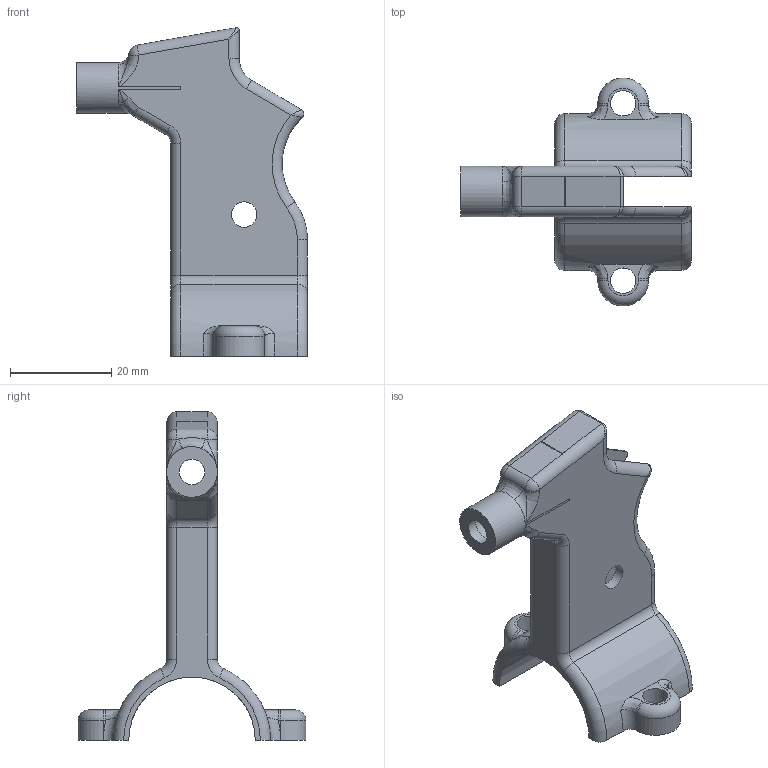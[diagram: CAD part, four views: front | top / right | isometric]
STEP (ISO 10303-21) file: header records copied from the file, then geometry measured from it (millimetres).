
FILE_DESCRIPTION(/* description */ ('Unknown'),/* implementation_level */ '2;1');
FILE_NAME(/* name */ 'Hand_Brake_Body',/* time_stamp */ '2024-09-21T19:19:06-03:00',/* author */ ('Unknown'),/* organization */ ('Unknown'),/* preprocessor_version */ 'ST-DEVELOPER v18.102',/* originating_system */ 'Solid Edge',/* authorisation */ 'Unknown');
FILE_SCHEMA (('AUTOMOTIVE_DESIGN {1 0 10303 214 3 1 1}'));
Length unit declared in the file: millimetre
Products named in the file (1): Part4
Bounding box: 45.6 x 45 x 64.9 mm (x, y, z)
Volume: 9877.1 mm3; surface area: 9039.3 mm2
Topology: 1 solids, 1 shells, 114 faces, 289 edges, 167 vertices
Faces by surface type: cylinder 36, plane 32, torus 26, bspline 16, sphere 4
Full cylindrical faces by diameter (mm): 5 x5, 6.01 x1, 10.01 x1
Entity records: 3781 total; most frequent: CARTESIAN_POINT 1130, DIRECTION 565, ORIENTED_EDGE 542, EDGE_CURVE 271, AXIS2_PLACEMENT_3D 235, VERTEX_POINT 164, CIRCLE 132, EDGE_LOOP 131
